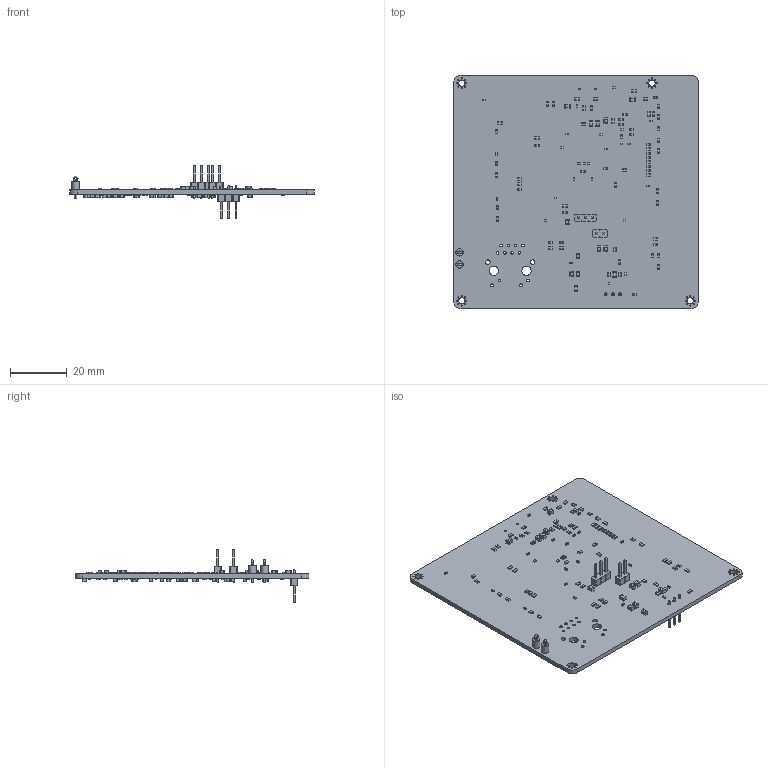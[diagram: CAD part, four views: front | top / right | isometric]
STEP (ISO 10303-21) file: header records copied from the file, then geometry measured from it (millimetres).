
FILE_DESCRIPTION(('KiCad electronic assembly'),'2;1');
FILE_NAME('BalloonMotherboardV4.step','2024-06-18T17:28:29',('Pcbnew'),( 'Kicad'),'Open CASCADE STEP processor 7.7','KiCad to STEP converter' ,'Unknown');
FILE_SCHEMA(('AUTOMOTIVE_DESIGN { 1 0 10303 214 1 1 1 1 }'));
Length unit declared in the file: millimetre
Products named in the file (16): BalloonMotherboardV4 1; R_0603_1608Metric; C_0402_1005Metric; C_0805_2012Metric; R_0402_1005Metric; TestPoint_Loop_D1.80mm_Drill1.0mm_Beaded; TestPoint_Loop_D1_80mm_Drill1_0mm_Beaded_cp; PinHeader_1x03_P2.54mm_Vertical; PinHeader_1x03_P254mm_Vertical; PinHeader_1x02_P2.54mm_Vertical; PinHeader_1x02_P254mm_Vertical; BalloonMotherboardV4_PCB
Assembly tree (176 placements, depth 3):
  BalloonMotherboardV4 1
    R_0603_1608Metric  x85
      R_0603_1608Metric
    C_0402_1005Metric  x45
      C_0402_1005Metric
    C_0805_2012Metric  x32
      C_0805_2012Metric
    R_0402_1005Metric
      R_0402_1005Metric
    TestPoint_Loop_D1.80mm_Drill1.0mm_Beaded  x2
      TestPoint_Loop_D1_80mm_Drill1_0mm_Beaded_cp
    PinHeader_1x03_P2.54mm_Vertical  x2
      PinHeader_1x03_P254mm_Vertical
    PinHeader_1x02_P2.54mm_Vertical
      PinHeader_1x02_P254mm_Vertical
    BalloonMotherboardV4_PCB
Bounding box: 85.85 x 82.04 x 18.78 mm (x, y, z)
Volume: 11508.4 mm3; surface area: 16252 mm2
Topology: 171 solids, 171 shells, 4692 faces, 12124 edges, 7944 vertices
Faces by surface type: plane 2998, cylinder 1688, bspline 4, torus 2
Full cylindrical faces by diameter (mm): 0.4 x32, 0.5 x4, 0.65 x2, 0.9 x8, 1 x12, 1.02 x4, 1.6 x2, 2.2 x4, 2.54 x2, 3.25 x2
Entity records: 13669 total; most frequent: CARTESIAN_POINT 2343, DIRECTION 2028, ORIENTED_EDGE 1630, EDGE_CURVE 815, AXIS2_PLACEMENT_3D 721, LINE 586, VECTOR 586, VERTEX_POINT 526
